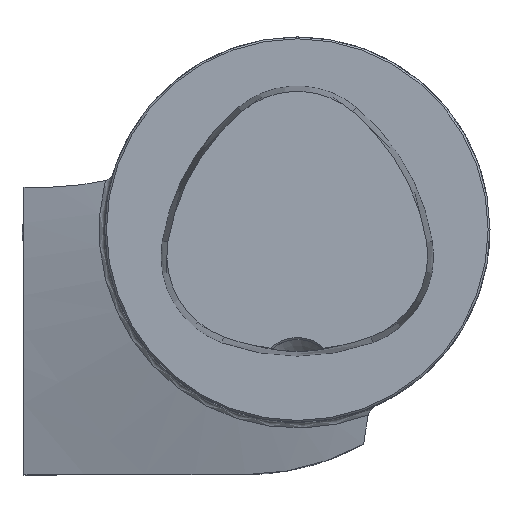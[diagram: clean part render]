
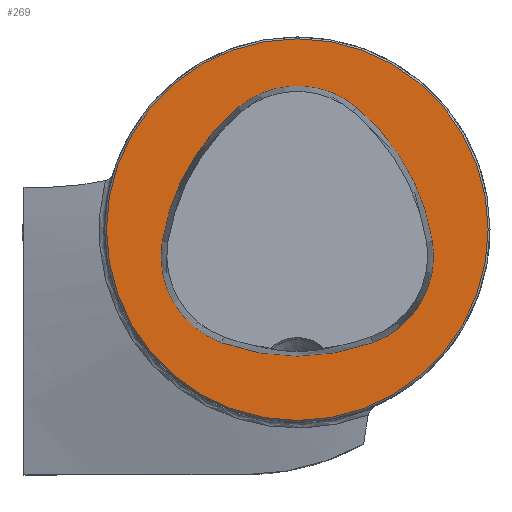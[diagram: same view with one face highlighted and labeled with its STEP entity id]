
A CAD part, top view. The second image highlights one B-rep face of the part: STEP entity #269.
In plain terms, the highlighted planar face has unit normal (0, 0, 1).
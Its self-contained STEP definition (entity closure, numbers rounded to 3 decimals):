
#112=FACE_BOUND('',#545,.T.);
#113=FACE_BOUND('',#546,.T.);
#220=CIRCLE('',#2251,36.075);
#222=CIRCLE('',#2254,36.075);
#223=CIRCLE('',#2255,15.075);
#224=CIRCLE('',#2256,36.075);
#225=CIRCLE('',#2257,15.075);
#226=CIRCLE('',#2258,15.075);
#227=CIRCLE('',#2259,31.2);
#269=ADVANCED_FACE('CU_E_LO_SU_1',(#112,#113),#372,.T.);
#372=PLANE('',#2260);
#545=EDGE_LOOP('',(#889,#890,#891,#892,#893,#894));
#546=EDGE_LOOP('',(#895));
#889=ORIENTED_EDGE('',*,*,#1645,.F.);
#890=ORIENTED_EDGE('',*,*,#1646,.F.);
#891=ORIENTED_EDGE('',*,*,#1647,.F.);
#892=ORIENTED_EDGE('',*,*,#1648,.F.);
#893=ORIENTED_EDGE('',*,*,#1642,.F.);
#894=ORIENTED_EDGE('',*,*,#1649,.F.);
#895=ORIENTED_EDGE('',*,*,#1650,.T.);
#1424=VERTEX_POINT('',#3649);
#1425=VERTEX_POINT('',#3651);
#1427=VERTEX_POINT('',#3657);
#1428=VERTEX_POINT('',#3658);
#1429=VERTEX_POINT('',#3660);
#1430=VERTEX_POINT('',#3662);
#1431=VERTEX_POINT('',#3666);
#1642=EDGE_CURVE('',#1424,#1425,#220,.T.);
#1645=EDGE_CURVE('',#1427,#1428,#222,.T.);
#1646=EDGE_CURVE('',#1429,#1427,#223,.T.);
#1647=EDGE_CURVE('',#1430,#1429,#224,.T.);
#1648=EDGE_CURVE('',#1425,#1430,#225,.T.);
#1649=EDGE_CURVE('',#1428,#1424,#226,.T.);
#1650=EDGE_CURVE('',#1431,#1431,#227,.T.);
#2251=AXIS2_PLACEMENT_3D('',#3650,#2561,#2562);
#2254=AXIS2_PLACEMENT_3D('',#3656,#2568,#2569);
#2255=AXIS2_PLACEMENT_3D('',#3659,#2570,#2571);
#2256=AXIS2_PLACEMENT_3D('',#3661,#2572,#2573);
#2257=AXIS2_PLACEMENT_3D('',#3663,#2574,#2575);
#2258=AXIS2_PLACEMENT_3D('',#3664,#2576,#2577);
#2259=AXIS2_PLACEMENT_3D('',#3665,#2578,#2579);
#2260=AXIS2_PLACEMENT_3D('',#3667,#2580,#2581);
#2561=DIRECTION('',(0.,0.,1.));
#2562=DIRECTION('',(1.,0.,0.));
#2568=DIRECTION('',(0.,0.,1.));
#2569=DIRECTION('',(1.,0.,0.));
#2570=DIRECTION('',(0.,0.,1.));
#2571=DIRECTION('',(1.,0.,0.));
#2572=DIRECTION('',(0.,0.,1.));
#2573=DIRECTION('',(1.,0.,0.));
#2574=DIRECTION('',(0.,0.,1.));
#2575=DIRECTION('',(1.,0.,0.));
#2576=DIRECTION('',(0.,0.,1.));
#2577=DIRECTION('',(1.,0.,0.));
#2578=DIRECTION('',(0.,0.,1.));
#2579=DIRECTION('',(1.,0.,0.));
#2580=DIRECTION('',(0.,0.,1.));
#2581=DIRECTION('',(1.,0.,0.));
#3649=CARTESIAN_POINT('',(-12.368,-18.489,0.));
#3650=CARTESIAN_POINT('',(0.,15.4,0.));
#3651=CARTESIAN_POINT('',(12.368,-18.489,0.));
#3656=CARTESIAN_POINT('',(13.535,-7.656,0.));
#3657=CARTESIAN_POINT('',(-9.716,19.927,0.));
#3658=CARTESIAN_POINT('',(-22.084,-1.937,0.));
#3659=CARTESIAN_POINT('',(0.,8.4,0.));
#3660=CARTESIAN_POINT('',(9.716,19.927,0.));
#3661=CARTESIAN_POINT('',(-13.535,-7.656,0.));
#3662=CARTESIAN_POINT('',(22.084,-1.937,0.));
#3663=CARTESIAN_POINT('',(7.2,-4.327,0.));
#3664=CARTESIAN_POINT('',(-7.2,-4.327,0.));
#3665=CARTESIAN_POINT('',(0.,0.,0.));
#3666=CARTESIAN_POINT('',(31.2,0.,0.));
#3667=CARTESIAN_POINT('',(0.,0.,0.));
